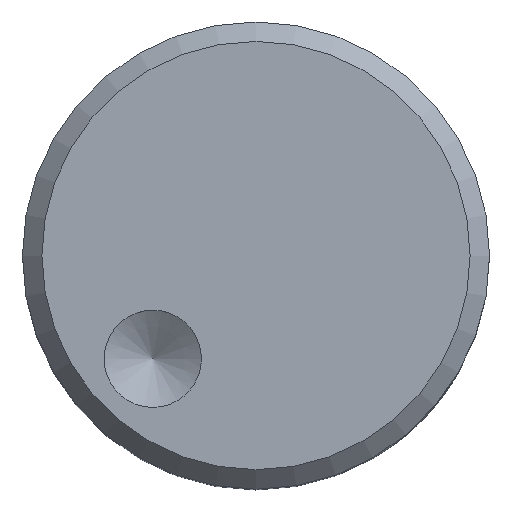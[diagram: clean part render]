
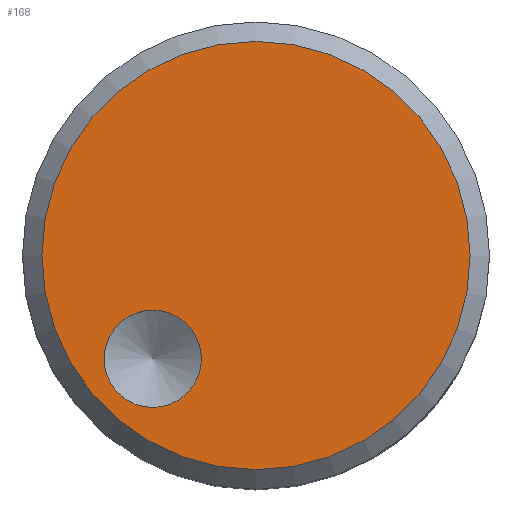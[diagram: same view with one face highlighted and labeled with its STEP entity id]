
A CAD part, top view. The second image highlights one B-rep face of the part: STEP entity #168.
In plain terms, the highlighted planar face has unit normal (0, 0, 1).
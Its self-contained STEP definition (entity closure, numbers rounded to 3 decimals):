
#15=PLANE('',#192);
#30=CIRCLE('',#191,5.5);
#31=CIRCLE('',#193,1.25);
#45=FACE_BOUND('',#87,.T.);
#62=FACE_OUTER_BOUND('',#86,.T.);
#86=EDGE_LOOP('',(#150));
#87=EDGE_LOOP('',(#151));
#110=VERTEX_POINT('',#457);
#111=VERTEX_POINT('',#460);
#125=EDGE_CURVE('',#110,#110,#30,.T.);
#126=EDGE_CURVE('',#111,#111,#31,.T.);
#150=ORIENTED_EDGE('',*,*,#125,.F.);
#151=ORIENTED_EDGE('',*,*,#126,.T.);
#168=ADVANCED_FACE('',(#62,#45),#15,.T.);
#191=AXIS2_PLACEMENT_3D('',#458,#234,#235);
#192=AXIS2_PLACEMENT_3D('',#459,#236,#237);
#193=AXIS2_PLACEMENT_3D('',#461,#238,#239);
#234=DIRECTION('center_axis',(0.,0.,-1.));
#235=DIRECTION('ref_axis',(-1.,0.,0.));
#236=DIRECTION('center_axis',(0.,0.,1.));
#237=DIRECTION('ref_axis',(1.,0.,0.));
#238=DIRECTION('center_axis',(0.,0.,-1.));
#239=DIRECTION('ref_axis',(1.,0.,0.));
#457=CARTESIAN_POINT('',(5.5,0.,16.));
#458=CARTESIAN_POINT('Origin',(0.,0.,16.));
#459=CARTESIAN_POINT('Origin',(0.,0.,16.));
#460=CARTESIAN_POINT('',(-1.402,-2.652,16.));
#461=CARTESIAN_POINT('Origin',(-2.652,-2.652,16.));
